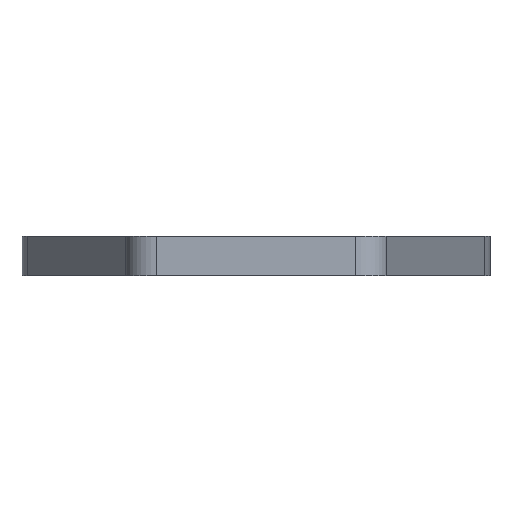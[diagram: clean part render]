
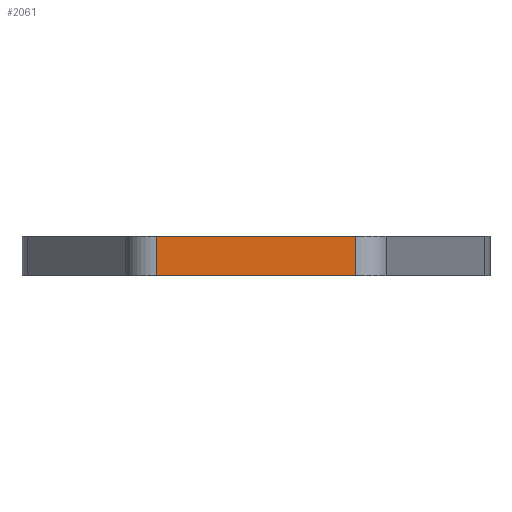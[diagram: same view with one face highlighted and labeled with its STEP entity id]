
A CAD part, front view. The second image highlights one B-rep face of the part: STEP entity #2061.
In plain terms, the highlighted planar face has unit normal (0, -1, 0).
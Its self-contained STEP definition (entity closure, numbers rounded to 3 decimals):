
#19 = CARTESIAN_POINT ( 'NONE',  ( -31.93, -170., 0. ) ) ;
#40 = EDGE_CURVE ( 'NONE', #1670, #1238, #1411, .T. ) ;
#44 = LINE ( 'NONE', #344, #2205 ) ;
#109 = VECTOR ( 'NONE', #421, 1000. ) ;
#174 = VERTEX_POINT ( 'NONE', #2382 ) ;
#176 = LINE ( 'NONE', #1131, #109 ) ;
#301 = AXIS2_PLACEMENT_3D ( 'NONE', #2279, #331, #1655 ) ;
#331 = DIRECTION ( 'NONE',  ( 0., -1., 0. ) ) ;
#344 = CARTESIAN_POINT ( 'NONE',  ( -40., -170., 0. ) ) ;
#418 = ORIENTED_EDGE ( 'NONE', *, *, #40, .F. ) ;
#421 = DIRECTION ( 'NONE',  ( 0., 0., 1. ) ) ;
#669 = FACE_OUTER_BOUND ( 'NONE', #1710, .T. ) ;
#781 = CARTESIAN_POINT ( 'NONE',  ( -31.93, -170., 0. ) ) ;
#944 = CARTESIAN_POINT ( 'NONE',  ( -40., -170., 12.7 ) ) ;
#1016 = EDGE_CURVE ( 'NONE', #1670, #1684, #2562, .T. ) ;
#1066 = CARTESIAN_POINT ( 'NONE',  ( 31.93, -170., 12.7 ) ) ;
#1102 = ORIENTED_EDGE ( 'NONE', *, *, #1016, .T. ) ;
#1131 = CARTESIAN_POINT ( 'NONE',  ( 31.93, -170., 0. ) ) ;
#1236 = ORIENTED_EDGE ( 'NONE', *, *, #2429, .T. ) ;
#1238 = VERTEX_POINT ( 'NONE', #1066 ) ;
#1381 = DIRECTION ( 'NONE',  ( 1., 0., 0. ) ) ;
#1388 = EDGE_CURVE ( 'NONE', #1684, #174, #44, .T. ) ;
#1411 = LINE ( 'NONE', #944, #2447 ) ;
#1610 = PLANE ( 'NONE',  #301 ) ;
#1646 = DIRECTION ( 'NONE',  ( 0., 0., -1. ) ) ;
#1655 = DIRECTION ( 'NONE',  ( 0., 0., -1. ) ) ;
#1670 = VERTEX_POINT ( 'NONE', #2053 ) ;
#1684 = VERTEX_POINT ( 'NONE', #19 ) ;
#1710 = EDGE_LOOP ( 'NONE', ( #418, #1102, #2532, #1236 ) ) ;
#1723 = DIRECTION ( 'NONE',  ( 1., 0., 0. ) ) ;
#1883 = VECTOR ( 'NONE', #1646, 1000. ) ;
#2053 = CARTESIAN_POINT ( 'NONE',  ( -31.93, -170., 12.7 ) ) ;
#2061 = ADVANCED_FACE ( 'NONE', ( #669 ), #1610, .T. ) ;
#2205 = VECTOR ( 'NONE', #1723, 1000. ) ;
#2279 = CARTESIAN_POINT ( 'NONE',  ( -40., -170., 0. ) ) ;
#2382 = CARTESIAN_POINT ( 'NONE',  ( 31.93, -170., 0. ) ) ;
#2429 = EDGE_CURVE ( 'NONE', #174, #1238, #176, .T. ) ;
#2447 = VECTOR ( 'NONE', #1381, 1000. ) ;
#2532 = ORIENTED_EDGE ( 'NONE', *, *, #1388, .T. ) ;
#2562 = LINE ( 'NONE', #781, #1883 ) ;
